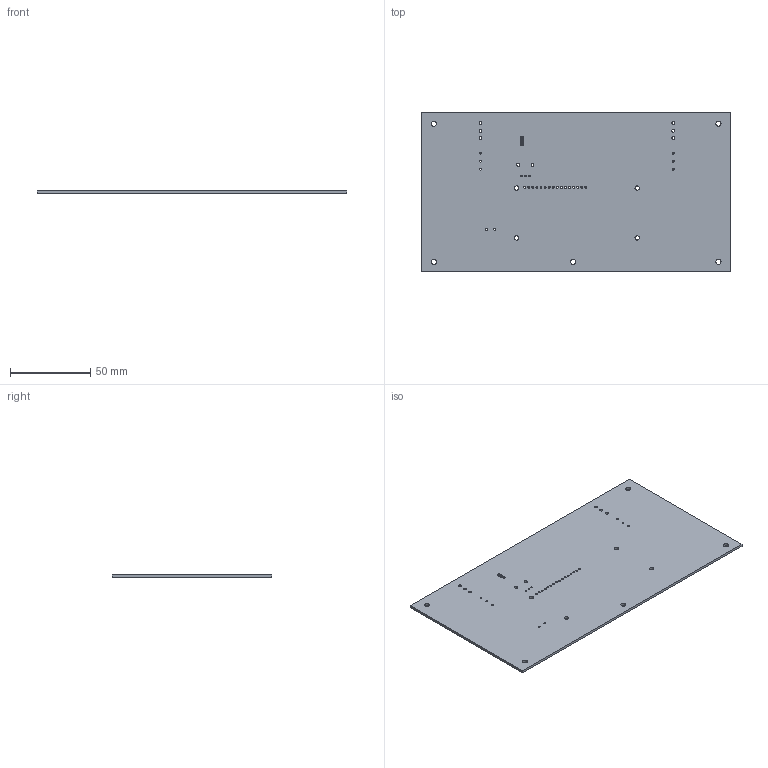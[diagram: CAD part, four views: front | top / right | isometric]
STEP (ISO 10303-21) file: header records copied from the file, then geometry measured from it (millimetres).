
FILE_DESCRIPTION(('KiCad electronic assembly'),'2;1');
FILE_NAME('Controller.step','2024-04-02T09:46:57',('Pcbnew'),('Kicad'), 'Open CASCADE STEP processor 7.6','KiCad to STEP converter','Unknown' );
FILE_SCHEMA(('AUTOMOTIVE_DESIGN { 1 0 10303 214 1 1 1 1 }'));
Length unit declared in the file: millimetre
Products named in the file (2): Controller 1; Controller PCB
Assembly tree (1 placements, depth 2):
  Controller 1
    Controller PCB
Bounding box: 192.88 x 99.36 x 1.58 mm (x, y, z)
Volume: 30090.8 mm3; surface area: 39417.1 mm2
Topology: 1 solids, 1 shells, 66 faces, 192 edges, 128 vertices
Faces by surface type: cylinder 56, plane 10
Full cylindrical faces by diameter (mm): 0.75 x10, 1 x3, 1.2 x22, 1.3 x2, 1.85 x6, 2.7 x4, 3.2 x5
Entity records: 5343 total; most frequent: CARTESIAN_POINT 1444, DIRECTION 712, ORIENTED_EDGE 384, PCURVE 384, DEFINITIONAL_REPRESENTATION 384, LINE 352, VECTOR 352, EDGE_CURVE 192
